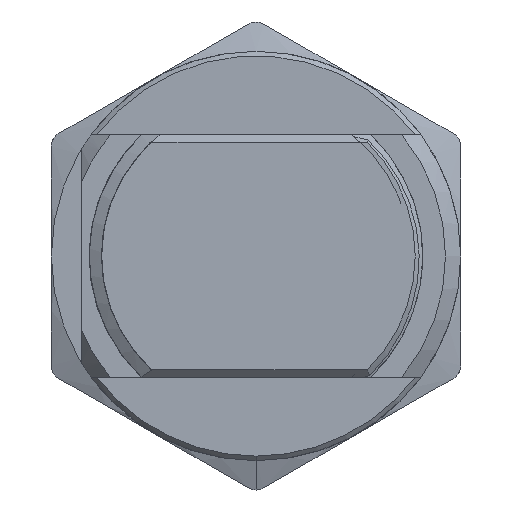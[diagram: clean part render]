
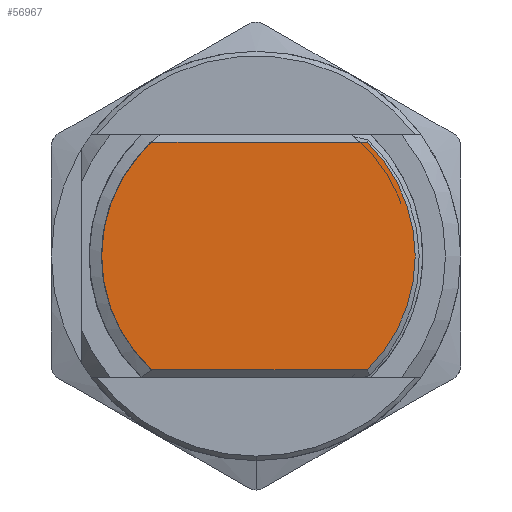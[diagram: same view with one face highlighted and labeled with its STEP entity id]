
A CAD part, left-side view. The second image highlights one B-rep face of the part: STEP entity #56967.
In plain terms, the highlighted face is planar.
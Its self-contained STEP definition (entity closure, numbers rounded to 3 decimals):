
#590 = CARTESIAN_POINT ( 'NONE',  ( 20., 8.865, 5.06 ) ) ;
#738 = EDGE_LOOP ( 'NONE', ( #51073, #39299, #21619, #28705, #46980 ) ) ;
#2191 = VECTOR ( 'NONE', #7834, 1000. ) ;
#3785 = B_SPLINE_CURVE_WITH_KNOTS ( 'NONE', 3,
 ( #43168, #25618, #16084, #52357, #23199, #49384, #44646, #27671, #36036, #53842, #22609, #44923, #50254, #41362, #13103, #590, #53543, #31856, #49966, #45798 ),
 .UNSPECIFIED., .F., .F.,
 ( 4, 2, 2, 2, 2, 2, 2, 2, 2, 4 ),
 ( 0., 0.002, 0.004, 0.005, 0.006, 0.008, 0.009, 0.011, 0.013, 0.015 ),
 .UNSPECIFIED. ) ;
#4101 = CARTESIAN_POINT ( 'NONE',  ( 20., 6.995, -7.5 ) ) ;
#6682 = DIRECTION ( 'NONE',  ( 0., 0., -1. ) ) ;
#7834 = DIRECTION ( 'NONE',  ( 0., -1., 0. ) ) ;
#8790 = CIRCLE ( 'NONE', #56248, 10.5 ) ;
#9802 = VECTOR ( 'NONE', #20693, 1000. ) ;
#10160 = PLANE ( 'NONE',  #32826 ) ;
#10446 = DIRECTION ( 'NONE',  ( 1., 0., 0. ) ) ;
#11746 = CARTESIAN_POINT ( 'NONE',  ( 20., 0., 0. ) ) ;
#13103 = CARTESIAN_POINT ( 'NONE',  ( 20., 9.42, 3.932 ) ) ;
#13850 = EDGE_CURVE ( 'NONE', #19260, #20006, #3785, .T. ) ;
#14959 = CARTESIAN_POINT ( 'NONE',  ( 20., -7.348, -7.5 ) ) ;
#15320 = CARTESIAN_POINT ( 'NONE',  ( 20., 7.774, -6.646 ) ) ;
#16084 = CARTESIAN_POINT ( 'NONE',  ( 20., 8.822, -5.134 ) ) ;
#19240 = EDGE_CURVE ( 'NONE', #21609, #19260, #26897, .T. ) ;
#19260 = VERTEX_POINT ( 'NONE', #56066 ) ;
#19372 = CARTESIAN_POINT ( 'NONE',  ( 20., 11., 0. ) ) ;
#20006 = VERTEX_POINT ( 'NONE', #46780 ) ;
#20693 = DIRECTION ( 'NONE',  ( 0., 1., 0. ) ) ;
#21609 = VERTEX_POINT ( 'NONE', #4101 ) ;
#21619 = ORIENTED_EDGE ( 'NONE', *, *, #13850, .T. ) ;
#22609 = CARTESIAN_POINT ( 'NONE',  ( 20., 10.204, 0.264 ) ) ;
#22668 = FACE_OUTER_BOUND ( 'NONE', #738, .T. ) ;
#23199 = CARTESIAN_POINT ( 'NONE',  ( 20., 9.611, -3.439 ) ) ;
#24564 = CARTESIAN_POINT ( 'NONE',  ( 20., 6.995, -7.5 ) ) ;
#25618 = CARTESIAN_POINT ( 'NONE',  ( 20., 8.488, -5.67 ) ) ;
#26897 = B_SPLINE_CURVE_WITH_KNOTS ( 'NONE', 3,
 ( #24564, #29322, #15320, #47431 ),
 .UNSPECIFIED., .F., .F.,
 ( 4, 4 ),
 ( 0., 0.002 ),
 .UNSPECIFIED. ) ;
#26906 = EDGE_CURVE ( 'NONE', #56742, #27402, #8790, .T. ) ;
#27402 = VERTEX_POINT ( 'NONE', #14959 ) ;
#27671 = CARTESIAN_POINT ( 'NONE',  ( 20., 10.065, -1.608 ) ) ;
#28705 = ORIENTED_EDGE ( 'NONE', *, *, #29502, .T. ) ;
#29322 = CARTESIAN_POINT ( 'NONE',  ( 20., 7.403, -7.089 ) ) ;
#29502 = EDGE_CURVE ( 'NONE', #20006, #56742, #39399, .T. ) ;
#31330 = LINE ( 'NONE', #43311, #9802 ) ;
#31856 = CARTESIAN_POINT ( 'NONE',  ( 20., 7.781, 6.606 ) ) ;
#32791 = DIRECTION ( 'NONE',  ( 0., 0., -1. ) ) ;
#32826 = AXIS2_PLACEMENT_3D ( 'NONE', #19372, #10446, #32791 ) ;
#33487 = DIRECTION ( 'NONE',  ( 1., 0., 0. ) ) ;
#36036 = CARTESIAN_POINT ( 'NONE',  ( 20., 10.11, -1.296 ) ) ;
#39299 = ORIENTED_EDGE ( 'NONE', *, *, #19240, .T. ) ;
#39399 = LINE ( 'NONE', #53037, #2191 ) ;
#41362 = CARTESIAN_POINT ( 'NONE',  ( 20., 9.645, 3.342 ) ) ;
#43168 = CARTESIAN_POINT ( 'NONE',  ( 20., 8.106, -6.171 ) ) ;
#43311 = CARTESIAN_POINT ( 'NONE',  ( 20., 7.55, -7.5 ) ) ;
#44646 = CARTESIAN_POINT ( 'NONE',  ( 20., 9.947, -2.225 ) ) ;
#44923 = CARTESIAN_POINT ( 'NONE',  ( 20., 10.095, 1.508 ) ) ;
#45798 = CARTESIAN_POINT ( 'NONE',  ( 20., 6.895, 7.5 ) ) ;
#46780 = CARTESIAN_POINT ( 'NONE',  ( 20., 6.895, 7.5 ) ) ;
#46980 = ORIENTED_EDGE ( 'NONE', *, *, #26906, .T. ) ;
#47431 = CARTESIAN_POINT ( 'NONE',  ( 20., 8.106, -6.171 ) ) ;
#48563 = CARTESIAN_POINT ( 'NONE',  ( 20., -7.348, 7.5 ) ) ;
#49384 = CARTESIAN_POINT ( 'NONE',  ( 20., 9.874, -2.531 ) ) ;
#49966 = CARTESIAN_POINT ( 'NONE',  ( 20., 7.359, 7.074 ) ) ;
#50254 = CARTESIAN_POINT ( 'NONE',  ( 20., 9.982, 2.132 ) ) ;
#50445 = EDGE_CURVE ( 'NONE', #27402, #21609, #31330, .T. ) ;
#51073 = ORIENTED_EDGE ( 'NONE', *, *, #50445, .T. ) ;
#52357 = CARTESIAN_POINT ( 'NONE',  ( 20., 9.382, -4.019 ) ) ;
#53037 = CARTESIAN_POINT ( 'NONE',  ( 20., -7.55, 7.5 ) ) ;
#53543 = CARTESIAN_POINT ( 'NONE',  ( 20., 8.535, 5.599 ) ) ;
#53842 = CARTESIAN_POINT ( 'NONE',  ( 20., 10.201, -0.359 ) ) ;
#56066 = CARTESIAN_POINT ( 'NONE',  ( 20., 8.106, -6.171 ) ) ;
#56248 = AXIS2_PLACEMENT_3D ( 'NONE', #11746, #33487, #6682 ) ;
#56742 = VERTEX_POINT ( 'NONE', #48563 ) ;
#56967 = ADVANCED_FACE ( 'NONE', ( #22668 ), #10160, .T. ) ;
